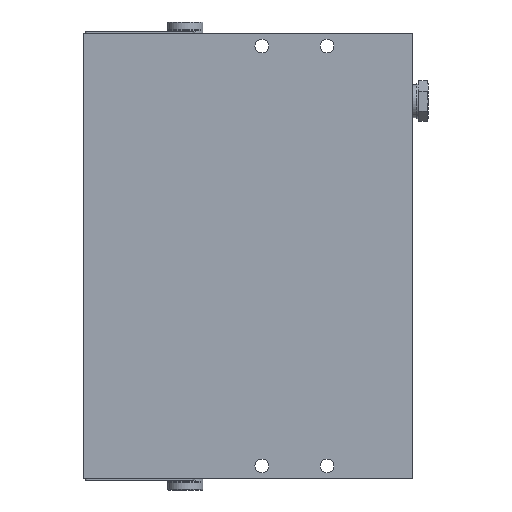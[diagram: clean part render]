
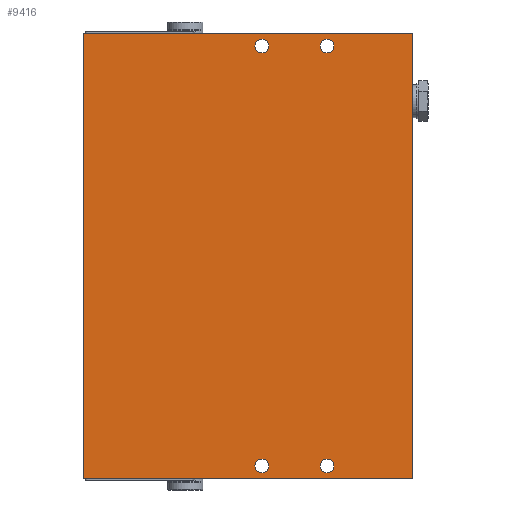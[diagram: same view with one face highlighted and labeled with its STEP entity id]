
A CAD part, front view. The second image highlights one B-rep face of the part: STEP entity #9416.
In plain terms, the highlighted planar face has unit normal (0, -1, 0).
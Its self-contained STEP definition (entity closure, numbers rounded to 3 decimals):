
#593=CIRCLE('',#10289,2.75);
#594=CIRCLE('',#10290,2.75);
#595=CIRCLE('',#10291,2.75);
#596=CIRCLE('',#10292,2.75);
#1294=ORIENTED_EDGE('',*,*,#3751,.T.);
#1295=ORIENTED_EDGE('',*,*,#3752,.T.);
#1296=ORIENTED_EDGE('',*,*,#3753,.T.);
#1297=ORIENTED_EDGE('',*,*,#3754,.T.);
#1298=ORIENTED_EDGE('',*,*,#3755,.T.);
#1299=ORIENTED_EDGE('',*,*,#3756,.F.);
#1300=ORIENTED_EDGE('',*,*,#3672,.F.);
#1301=ORIENTED_EDGE('',*,*,#3369,.T.);
#3369=EDGE_CURVE('',#4600,#4599,#5553,.T.);
#3672=EDGE_CURVE('',#4600,#4901,#5716,.T.);
#3751=EDGE_CURVE('',#4979,#4979,#593,.T.);
#3752=EDGE_CURVE('',#4980,#4980,#594,.T.);
#3753=EDGE_CURVE('',#4981,#4981,#595,.T.);
#3754=EDGE_CURVE('',#4982,#4982,#596,.T.);
#3755=EDGE_CURVE('',#4599,#4983,#5752,.T.);
#3756=EDGE_CURVE('',#4901,#4983,#5753,.T.);
#4599=VERTEX_POINT('',#14251);
#4600=VERTEX_POINT('',#14253);
#4901=VERTEX_POINT('',#14859);
#4979=VERTEX_POINT('',#15020);
#4980=VERTEX_POINT('',#15022);
#4981=VERTEX_POINT('',#15024);
#4982=VERTEX_POINT('',#15026);
#4983=VERTEX_POINT('',#15028);
#5553=LINE('',#14252,#6243);
#5716=LINE('',#14858,#6406);
#5752=LINE('',#15027,#6442);
#5753=LINE('',#15029,#6443);
#6243=VECTOR('',#11256,1000.);
#6406=VECTOR('',#11703,1000.);
#6442=VECTOR('',#11841,1000.);
#6443=VECTOR('',#11842,1000.);
#7085=EDGE_LOOP('',(#1294));
#7086=EDGE_LOOP('',(#1295));
#7087=EDGE_LOOP('',(#1296));
#7088=EDGE_LOOP('',(#1297));
#7089=EDGE_LOOP('',(#1298,#1299,#1300,#1301));
#8145=FACE_BOUND('',#7085,.T.);
#8146=FACE_BOUND('',#7086,.T.);
#8147=FACE_BOUND('',#7087,.T.);
#8148=FACE_BOUND('',#7088,.T.);
#8149=FACE_BOUND('',#7089,.T.);
#9076=PLANE('',#10288);
#9416=ADVANCED_FACE('',(#8145,#8146,#8147,#8148,#8149),#9076,.F.);
#10288=AXIS2_PLACEMENT_3D('',#15018,#11831,#11832);
#10289=AXIS2_PLACEMENT_3D('',#15019,#11833,#11834);
#10290=AXIS2_PLACEMENT_3D('',#15021,#11835,#11836);
#10291=AXIS2_PLACEMENT_3D('',#15023,#11837,#11838);
#10292=AXIS2_PLACEMENT_3D('',#15025,#11839,#11840);
#11256=DIRECTION('',(0.,0.,-1.));
#11703=DIRECTION('',(1.,0.,0.));
#11831=DIRECTION('',(0.,1.,0.));
#11832=DIRECTION('',(0.,0.,1.));
#11833=DIRECTION('',(0.,1.,0.));
#11834=DIRECTION('',(0.,0.,1.));
#11835=DIRECTION('',(0.,1.,0.));
#11836=DIRECTION('',(0.,0.,1.));
#11837=DIRECTION('',(0.,1.,0.));
#11838=DIRECTION('',(0.,0.,1.));
#11839=DIRECTION('',(0.,1.,0.));
#11840=DIRECTION('',(0.,0.,1.));
#11841=DIRECTION('',(1.,0.,0.));
#11842=DIRECTION('',(0.,0.,-1.));
#14251=CARTESIAN_POINT('',(0.,-42.5,0.));
#14252=CARTESIAN_POINT('',(0.,-42.5,177.5));
#14253=CARTESIAN_POINT('',(0.,-42.5,177.5));
#14858=CARTESIAN_POINT('',(0.,-42.5,177.5));
#14859=CARTESIAN_POINT('',(131.,-42.5,177.5));
#15018=CARTESIAN_POINT('',(0.,-42.5,177.5));
#15019=CARTESIAN_POINT('',(60.,-42.5,5.));
#15020=CARTESIAN_POINT('',(60.,-42.5,7.75));
#15021=CARTESIAN_POINT('',(34.,-42.5,172.5));
#15022=CARTESIAN_POINT('',(34.,-42.5,175.25));
#15023=CARTESIAN_POINT('',(60.,-42.5,172.5));
#15024=CARTESIAN_POINT('',(60.,-42.5,175.25));
#15025=CARTESIAN_POINT('',(34.,-42.5,5.));
#15026=CARTESIAN_POINT('',(34.,-42.5,7.75));
#15027=CARTESIAN_POINT('',(0.,-42.5,0.));
#15028=CARTESIAN_POINT('',(131.,-42.5,0.));
#15029=CARTESIAN_POINT('',(131.,-42.5,177.5));
